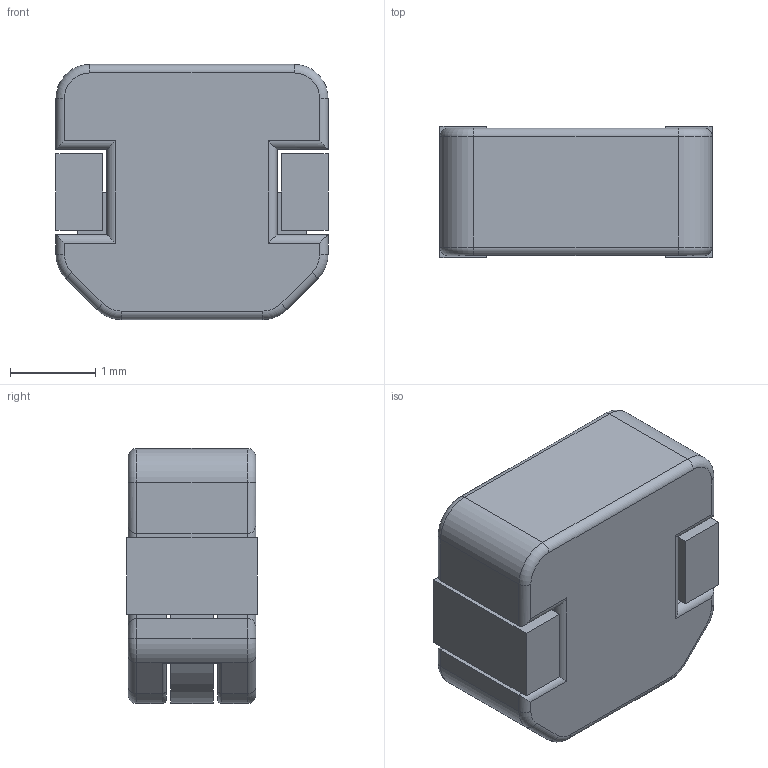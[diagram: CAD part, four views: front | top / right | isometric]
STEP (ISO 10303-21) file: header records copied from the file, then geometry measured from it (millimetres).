
FILE_DESCRIPTION (( 'STEP AP214' ), '1' );
FILE_NAME ('DEM2815C.STEP', '2016-11-09T19:04:37', ( '' ), ( '' ), 'SwSTEP 2.0', 'SolidWorks 2016', '' );
FILE_SCHEMA (( 'AUTOMOTIVE_DESIGN' ));
Length unit declared in the file: millimetre
Products named in the file (1): DEM2815C
Bounding box: 3.2 x 1.54 x 3 mm (x, y, z)
Volume: 12.8 mm3; surface area: 61.2 mm2
Topology: 1 solids, 1 shells, 118 faces, 300 edges, 180 vertices
Faces by surface type: plane 52, cylinder 46, torus 20
Entity records: 4708 total; most frequent: CARTESIAN_POINT 767, ORIENTED_EDGE 600, DIRECTION 594, EDGE_CURVE 300, AXIS2_PLACEMENT_3D 199, LINE 196, VECTOR 196, VERTEX_POINT 180
